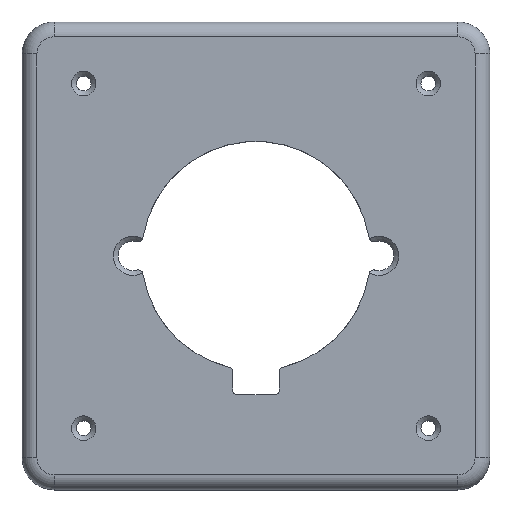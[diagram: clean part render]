
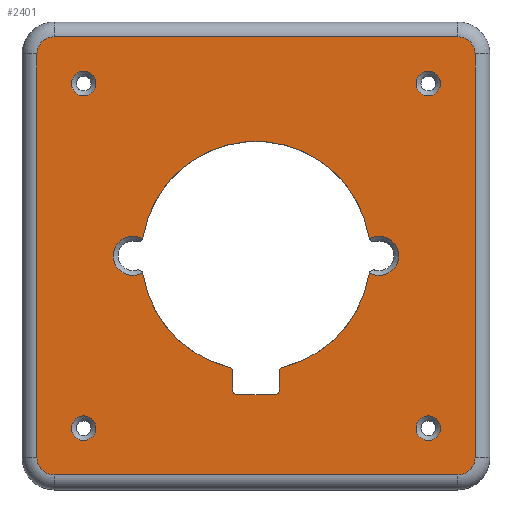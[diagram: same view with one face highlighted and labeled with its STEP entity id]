
A CAD part, top view. The second image highlights one B-rep face of the part: STEP entity #2401.
In plain terms, the highlighted planar face has unit normal (0, 0, 1).
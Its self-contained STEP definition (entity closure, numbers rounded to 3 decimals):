
#140=FACE_BOUND('',#336,.T.);
#141=FACE_BOUND('',#337,.T.);
#142=FACE_BOUND('',#338,.T.);
#143=FACE_BOUND('',#339,.T.);
#144=FACE_BOUND('',#340,.T.);
#149=PLANE('',#2590);
#186=FACE_OUTER_BOUND('',#335,.T.);
#335=EDGE_LOOP('',(#1642,#1643,#1644,#1645,#1646,#1647,#1648,#1649));
#336=EDGE_LOOP('',(#1650));
#337=EDGE_LOOP('',(#1651));
#338=EDGE_LOOP('',(#1652,#1653,#1654,#1655,#1656,#1657,#1658,#1659,#1660,
#1661,#1662,#1663,#1664,#1665,#1666,#1667));
#339=EDGE_LOOP('',(#1668));
#340=EDGE_LOOP('',(#1669));
#493=LINE('',#3836,#659);
#494=LINE('',#3840,#660);
#495=LINE('',#3844,#661);
#496=LINE('',#3848,#662);
#497=LINE('',#3862,#663);
#498=LINE('',#3866,#664);
#499=LINE('',#3870,#665);
#659=VECTOR('',#2957,10.);
#660=VECTOR('',#2960,10.);
#661=VECTOR('',#2963,10.);
#662=VECTOR('',#2966,10.);
#663=VECTOR('',#2979,10.);
#664=VECTOR('',#2982,10.);
#665=VECTOR('',#2985,10.);
#824=CIRCLE('',#2588,1.);
#826=CIRCLE('',#2591,1.4);
#827=CIRCLE('',#2592,1.4);
#828=CIRCLE('',#2593,1.4);
#829=CIRCLE('',#2594,1.4);
#830=CIRCLE('',#2595,1.);
#831=CIRCLE('',#2596,1.);
#832=CIRCLE('',#2597,0.4);
#833=CIRCLE('',#2598,9.3);
#834=CIRCLE('',#2599,0.4);
#835=CIRCLE('',#2600,0.4);
#836=CIRCLE('',#2601,0.4);
#837=CIRCLE('',#2602,0.4);
#838=CIRCLE('',#2603,9.3);
#839=CIRCLE('',#2604,0.4);
#840=CIRCLE('',#2605,1.6);
#841=CIRCLE('',#2606,0.4);
#842=CIRCLE('',#2607,9.3);
#843=CIRCLE('',#2608,0.4);
#844=CIRCLE('',#2609,1.6);
#845=CIRCLE('',#2610,1.);
#1030=VERTEX_POINT('',#3828);
#1032=VERTEX_POINT('',#3834);
#1033=VERTEX_POINT('',#3835);
#1034=VERTEX_POINT('',#3837);
#1035=VERTEX_POINT('',#3839);
#1036=VERTEX_POINT('',#3841);
#1037=VERTEX_POINT('',#3843);
#1038=VERTEX_POINT('',#3845);
#1039=VERTEX_POINT('',#3847);
#1040=VERTEX_POINT('',#3850);
#1041=VERTEX_POINT('',#3852);
#1042=VERTEX_POINT('',#3854);
#1043=VERTEX_POINT('',#3855);
#1044=VERTEX_POINT('',#3857);
#1045=VERTEX_POINT('',#3859);
#1046=VERTEX_POINT('',#3861);
#1047=VERTEX_POINT('',#3863);
#1048=VERTEX_POINT('',#3865);
#1049=VERTEX_POINT('',#3867);
#1050=VERTEX_POINT('',#3869);
#1051=VERTEX_POINT('',#3871);
#1052=VERTEX_POINT('',#3873);
#1053=VERTEX_POINT('',#3875);
#1054=VERTEX_POINT('',#3877);
#1055=VERTEX_POINT('',#3879);
#1056=VERTEX_POINT('',#3881);
#1057=VERTEX_POINT('',#3883);
#1058=VERTEX_POINT('',#3886);
#1260=EDGE_CURVE('',#1030,#1030,#824,.T.);
#1263=EDGE_CURVE('',#1032,#1033,#493,.T.);
#1264=EDGE_CURVE('',#1034,#1032,#826,.T.);
#1265=EDGE_CURVE('',#1035,#1034,#494,.T.);
#1266=EDGE_CURVE('',#1036,#1035,#827,.T.);
#1267=EDGE_CURVE('',#1037,#1036,#495,.T.);
#1268=EDGE_CURVE('',#1038,#1037,#828,.T.);
#1269=EDGE_CURVE('',#1039,#1038,#496,.T.);
#1270=EDGE_CURVE('',#1033,#1039,#829,.T.);
#1271=EDGE_CURVE('',#1040,#1040,#830,.T.);
#1272=EDGE_CURVE('',#1041,#1041,#831,.T.);
#1273=EDGE_CURVE('',#1042,#1043,#832,.T.);
#1274=EDGE_CURVE('',#1042,#1044,#833,.T.);
#1275=EDGE_CURVE('',#1045,#1044,#834,.T.);
#1276=EDGE_CURVE('',#1045,#1046,#497,.T.);
#1277=EDGE_CURVE('',#1047,#1046,#835,.T.);
#1278=EDGE_CURVE('',#1047,#1048,#498,.T.);
#1279=EDGE_CURVE('',#1049,#1048,#836,.T.);
#1280=EDGE_CURVE('',#1049,#1050,#499,.T.);
#1281=EDGE_CURVE('',#1051,#1050,#837,.T.);
#1282=EDGE_CURVE('',#1051,#1052,#838,.T.);
#1283=EDGE_CURVE('',#1053,#1052,#839,.T.);
#1284=EDGE_CURVE('',#1054,#1053,#840,.T.);
#1285=EDGE_CURVE('',#1055,#1054,#841,.T.);
#1286=EDGE_CURVE('',#1055,#1056,#842,.T.);
#1287=EDGE_CURVE('',#1057,#1056,#843,.T.);
#1288=EDGE_CURVE('',#1043,#1057,#844,.T.);
#1289=EDGE_CURVE('',#1058,#1058,#845,.T.);
#1642=ORIENTED_EDGE('',*,*,#1263,.F.);
#1643=ORIENTED_EDGE('',*,*,#1264,.F.);
#1644=ORIENTED_EDGE('',*,*,#1265,.F.);
#1645=ORIENTED_EDGE('',*,*,#1266,.F.);
#1646=ORIENTED_EDGE('',*,*,#1267,.F.);
#1647=ORIENTED_EDGE('',*,*,#1268,.F.);
#1648=ORIENTED_EDGE('',*,*,#1269,.F.);
#1649=ORIENTED_EDGE('',*,*,#1270,.F.);
#1650=ORIENTED_EDGE('',*,*,#1271,.F.);
#1651=ORIENTED_EDGE('',*,*,#1272,.F.);
#1652=ORIENTED_EDGE('',*,*,#1273,.F.);
#1653=ORIENTED_EDGE('',*,*,#1274,.T.);
#1654=ORIENTED_EDGE('',*,*,#1275,.F.);
#1655=ORIENTED_EDGE('',*,*,#1276,.T.);
#1656=ORIENTED_EDGE('',*,*,#1277,.F.);
#1657=ORIENTED_EDGE('',*,*,#1278,.T.);
#1658=ORIENTED_EDGE('',*,*,#1279,.F.);
#1659=ORIENTED_EDGE('',*,*,#1280,.T.);
#1660=ORIENTED_EDGE('',*,*,#1281,.F.);
#1661=ORIENTED_EDGE('',*,*,#1282,.T.);
#1662=ORIENTED_EDGE('',*,*,#1283,.F.);
#1663=ORIENTED_EDGE('',*,*,#1284,.F.);
#1664=ORIENTED_EDGE('',*,*,#1285,.F.);
#1665=ORIENTED_EDGE('',*,*,#1286,.T.);
#1666=ORIENTED_EDGE('',*,*,#1287,.F.);
#1667=ORIENTED_EDGE('',*,*,#1288,.F.);
#1668=ORIENTED_EDGE('',*,*,#1289,.F.);
#1669=ORIENTED_EDGE('',*,*,#1260,.F.);
#2401=ADVANCED_FACE('',(#186,#140,#141,#142,#143,#144),#149,.F.);
#2588=AXIS2_PLACEMENT_3D('',#3829,#2950,#2951);
#2590=AXIS2_PLACEMENT_3D('',#3833,#2955,#2956);
#2591=AXIS2_PLACEMENT_3D('',#3838,#2958,#2959);
#2592=AXIS2_PLACEMENT_3D('',#3842,#2961,#2962);
#2593=AXIS2_PLACEMENT_3D('',#3846,#2964,#2965);
#2594=AXIS2_PLACEMENT_3D('',#3849,#2967,#2968);
#2595=AXIS2_PLACEMENT_3D('',#3851,#2969,#2970);
#2596=AXIS2_PLACEMENT_3D('',#3853,#2971,#2972);
#2597=AXIS2_PLACEMENT_3D('',#3856,#2973,#2974);
#2598=AXIS2_PLACEMENT_3D('',#3858,#2975,#2976);
#2599=AXIS2_PLACEMENT_3D('',#3860,#2977,#2978);
#2600=AXIS2_PLACEMENT_3D('',#3864,#2980,#2981);
#2601=AXIS2_PLACEMENT_3D('',#3868,#2983,#2984);
#2602=AXIS2_PLACEMENT_3D('',#3872,#2986,#2987);
#2603=AXIS2_PLACEMENT_3D('',#3874,#2988,#2989);
#2604=AXIS2_PLACEMENT_3D('',#3876,#2990,#2991);
#2605=AXIS2_PLACEMENT_3D('',#3878,#2992,#2993);
#2606=AXIS2_PLACEMENT_3D('',#3880,#2994,#2995);
#2607=AXIS2_PLACEMENT_3D('',#3882,#2996,#2997);
#2608=AXIS2_PLACEMENT_3D('',#3884,#2998,#2999);
#2609=AXIS2_PLACEMENT_3D('',#3885,#3000,#3001);
#2610=AXIS2_PLACEMENT_3D('',#3887,#3002,#3003);
#2950=DIRECTION('center_axis',(0.,0.,1.));
#2951=DIRECTION('ref_axis',(1.,0.,0.));
#2955=DIRECTION('center_axis',(0.,0.,-1.));
#2956=DIRECTION('ref_axis',(-1.,0.,0.));
#2957=DIRECTION('',(0.,1.,0.));
#2958=DIRECTION('center_axis',(0.,0.,-1.));
#2959=DIRECTION('ref_axis',(-0.707,-0.707,0.));
#2960=DIRECTION('',(-1.,0.,0.));
#2961=DIRECTION('center_axis',(0.,0.,-1.));
#2962=DIRECTION('ref_axis',(0.707,-0.707,0.));
#2963=DIRECTION('',(0.,-1.,0.));
#2964=DIRECTION('center_axis',(0.,0.,-1.));
#2965=DIRECTION('ref_axis',(0.707,0.707,0.));
#2966=DIRECTION('',(1.,0.,0.));
#2967=DIRECTION('center_axis',(0.,0.,-1.));
#2968=DIRECTION('ref_axis',(-0.707,0.707,0.));
#2969=DIRECTION('center_axis',(0.,0.,1.));
#2970=DIRECTION('ref_axis',(1.,0.,0.));
#2971=DIRECTION('center_axis',(0.,0.,1.));
#2972=DIRECTION('ref_axis',(1.,0.,0.));
#2973=DIRECTION('center_axis',(0.,0.,-1.));
#2974=DIRECTION('ref_axis',(-0.541,0.841,0.));
#2975=DIRECTION('center_axis',(0.,0.,-1.));
#2976=DIRECTION('ref_axis',(1.,0.,0.));
#2977=DIRECTION('center_axis',(0.,0.,-1.));
#2978=DIRECTION('ref_axis',(-0.786,0.618,0.));
#2979=DIRECTION('',(0.,-1.,0.));
#2980=DIRECTION('center_axis',(0.,0.,1.));
#2981=DIRECTION('ref_axis',(0.707,-0.707,0.));
#2982=DIRECTION('',(-1.,0.,0.));
#2983=DIRECTION('center_axis',(0.,0.,1.));
#2984=DIRECTION('ref_axis',(-0.707,-0.707,0.));
#2985=DIRECTION('',(0.,1.,0.));
#2986=DIRECTION('center_axis',(0.,0.,-1.));
#2987=DIRECTION('ref_axis',(0.786,0.618,0.));
#2988=DIRECTION('center_axis',(0.,0.,-1.));
#2989=DIRECTION('ref_axis',(1.,0.,0.));
#2990=DIRECTION('center_axis',(0.,0.,-1.));
#2991=DIRECTION('ref_axis',(0.541,0.841,0.));
#2992=DIRECTION('center_axis',(0.,0.,1.));
#2993=DIRECTION('ref_axis',(-1.,0.,0.));
#2994=DIRECTION('center_axis',(0.,0.,-1.));
#2995=DIRECTION('ref_axis',(0.541,-0.841,0.));
#2996=DIRECTION('center_axis',(0.,0.,-1.));
#2997=DIRECTION('ref_axis',(1.,0.,0.));
#2998=DIRECTION('center_axis',(0.,0.,-1.));
#2999=DIRECTION('ref_axis',(-0.541,-0.841,0.));
#3000=DIRECTION('center_axis',(0.,0.,1.));
#3001=DIRECTION('ref_axis',(1.,0.,0.));
#3002=DIRECTION('center_axis',(0.,0.,1.));
#3003=DIRECTION('ref_axis',(1.,0.,0.));
#3828=CARTESIAN_POINT('',(13.,-14.,10.));
#3829=CARTESIAN_POINT('Origin',(14.,-14.,10.));
#3833=CARTESIAN_POINT('Origin',(0.,0.,
10.));
#3834=CARTESIAN_POINT('',(-17.8,-16.4,10.));
#3835=CARTESIAN_POINT('',(-17.8,16.4,10.));
#3836=CARTESIAN_POINT('',(-17.8,8.2,10.));
#3837=CARTESIAN_POINT('',(-16.4,-17.8,10.));
#3838=CARTESIAN_POINT('Origin',(-16.4,-16.4,10.));
#3839=CARTESIAN_POINT('',(16.4,-17.8,10.));
#3840=CARTESIAN_POINT('',(-8.2,-17.8,10.));
#3841=CARTESIAN_POINT('',(17.8,-16.4,10.));
#3842=CARTESIAN_POINT('Origin',(16.4,-16.4,10.));
#3843=CARTESIAN_POINT('',(17.8,16.4,10.));
#3844=CARTESIAN_POINT('',(17.8,-8.2,10.));
#3845=CARTESIAN_POINT('',(16.4,17.8,10.));
#3846=CARTESIAN_POINT('Origin',(16.4,16.4,10.));
#3847=CARTESIAN_POINT('',(-16.4,17.8,10.));
#3848=CARTESIAN_POINT('',(8.2,17.8,10.));
#3849=CARTESIAN_POINT('Origin',(-16.4,16.4,10.));
#3850=CARTESIAN_POINT('',(13.,14.,10.));
#3851=CARTESIAN_POINT('Origin',(14.,14.,10.));
#3852=CARTESIAN_POINT('',(-15.,-14.,10.));
#3853=CARTESIAN_POINT('Origin',(-14.,-14.,10.));
#3854=CARTESIAN_POINT('',(9.182,-1.479,10.));
#3855=CARTESIAN_POINT('',(9.207,-1.39,10.));
#3856=CARTESIAN_POINT('Origin',(9.577,-1.543,10.));
#3857=CARTESIAN_POINT('',(2.205,-9.035,10.));
#3858=CARTESIAN_POINT('Origin',(0.,0.,10.));
#3859=CARTESIAN_POINT('',(1.9,-9.423,10.));
#3860=CARTESIAN_POINT('Origin',(2.3,-9.423,10.));
#3861=CARTESIAN_POINT('',(1.9,-10.9,10.));
#3862=CARTESIAN_POINT('',(1.9,0.,10.));
#3863=CARTESIAN_POINT('',(1.5,-11.3,10.));
#3864=CARTESIAN_POINT('Origin',(1.5,-10.9,10.));
#3865=CARTESIAN_POINT('',(-1.5,-11.3,10.));
#3866=CARTESIAN_POINT('',(0.,-11.3,10.));
#3867=CARTESIAN_POINT('',(-1.9,-10.9,10.));
#3868=CARTESIAN_POINT('Origin',(-1.5,-10.9,10.));
#3869=CARTESIAN_POINT('',(-1.9,-9.423,10.));
#3870=CARTESIAN_POINT('',(-1.9,0.,10.));
#3871=CARTESIAN_POINT('',(-2.205,-9.035,10.));
#3872=CARTESIAN_POINT('Origin',(-2.3,-9.423,10.));
#3873=CARTESIAN_POINT('',(-9.182,-1.479,10.));
#3874=CARTESIAN_POINT('Origin',(0.,0.,10.));
#3875=CARTESIAN_POINT('',(-9.207,-1.39,10.));
#3876=CARTESIAN_POINT('Origin',(-9.577,-1.543,10.));
#3877=CARTESIAN_POINT('',(-9.207,1.39,10.));
#3878=CARTESIAN_POINT('Origin',(-10.,0.,10.));
#3879=CARTESIAN_POINT('',(-9.182,1.479,10.));
#3880=CARTESIAN_POINT('Origin',(-9.577,1.543,10.));
#3881=CARTESIAN_POINT('',(9.182,1.479,10.));
#3882=CARTESIAN_POINT('Origin',(0.,0.,10.));
#3883=CARTESIAN_POINT('',(9.207,1.39,10.));
#3884=CARTESIAN_POINT('Origin',(9.577,1.543,10.));
#3885=CARTESIAN_POINT('Origin',(10.,0.,10.));
#3886=CARTESIAN_POINT('',(-15.,14.,10.));
#3887=CARTESIAN_POINT('Origin',(-14.,14.,10.));
